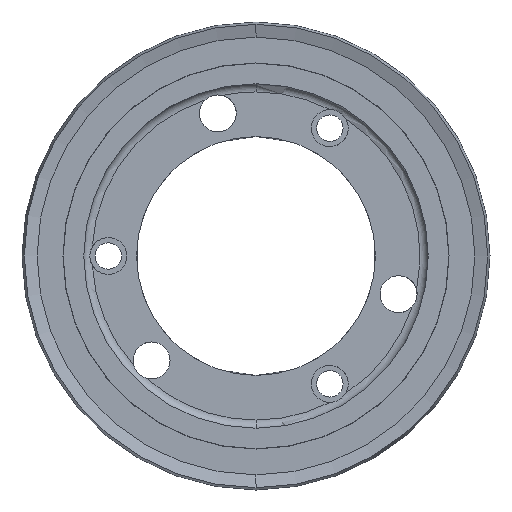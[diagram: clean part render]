
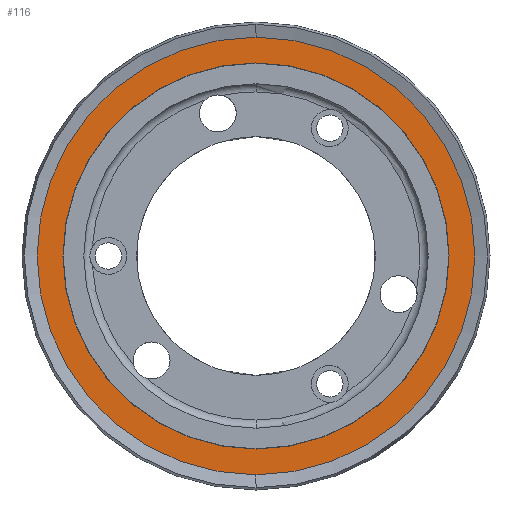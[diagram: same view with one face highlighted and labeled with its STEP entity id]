
A CAD part, left-side view. The second image highlights one B-rep face of the part: STEP entity #116.
In plain terms, the highlighted planar face has unit normal (-1, 0, 0).
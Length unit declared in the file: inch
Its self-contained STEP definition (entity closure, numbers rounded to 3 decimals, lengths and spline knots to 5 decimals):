
#43 = CARTESIAN_POINT ( 'NONE',  ( 0.48344, 1.60453, 2.69737 ) ) ;
#110 = VERTEX_POINT ( 'NONE', #10109 ) ;
#116 = ADVANCED_FACE ( 'NONE', ( #9226, #1521 ), #7659, .T. ) ;
#176 = ORIENTED_EDGE ( 'NONE', *, *, #4750, .T. ) ;
#682 = ORIENTED_EDGE ( 'NONE', *, *, #1358, .F. ) ;
#774 = CIRCLE ( 'NONE', #5274, 1.66733 ) ;
#918 = CIRCLE ( 'NONE', #7084, 1.471 ) ;
#1037 = VERTEX_POINT ( 'NONE', #1163 ) ;
#1163 = CARTESIAN_POINT ( 'NONE',  ( 0.48344, 1.60453, 4.16837 ) ) ;
#1288 = CARTESIAN_POINT ( 'NONE',  ( 0.48344, 1.60453, 2.69737 ) ) ;
#1358 = EDGE_CURVE ( 'NONE', #110, #9318, #774, .T. ) ;
#1521 = FACE_OUTER_BOUND ( 'NONE', #2702, .T. ) ;
#1666 = CARTESIAN_POINT ( 'NONE',  ( 0.48344, 1.60453, 2.69737 ) ) ;
#2200 = DIRECTION ( 'NONE',  ( 0., 0., -1. ) ) ;
#2625 = VERTEX_POINT ( 'NONE', #4821 ) ;
#2702 = EDGE_LOOP ( 'NONE', ( #4260, #682 ) ) ;
#2800 = EDGE_CURVE ( 'NONE', #9318, #110, #5927, .T. ) ;
#3319 = AXIS2_PLACEMENT_3D ( 'NONE', #43, #6785, #9472 ) ;
#3532 = DIRECTION ( 'NONE',  ( -1., 0., 0. ) ) ;
#4260 = ORIENTED_EDGE ( 'NONE', *, *, #2800, .F. ) ;
#4750 = EDGE_CURVE ( 'NONE', #2625, #1037, #9884, .T. ) ;
#4821 = CARTESIAN_POINT ( 'NONE',  ( 0.48344, 1.60453, 1.22637 ) ) ;
#5274 = AXIS2_PLACEMENT_3D ( 'NONE', #6321, #6625, #9232 ) ;
#5927 = CIRCLE ( 'NONE', #3319, 1.66733 ) ;
#6321 = CARTESIAN_POINT ( 'NONE',  ( 0.48344, 1.60453, 2.69737 ) ) ;
#6368 = DIRECTION ( 'NONE',  ( 1., 0., 0. ) ) ;
#6480 = DIRECTION ( 'NONE',  ( 1., 0., 0. ) ) ;
#6625 = DIRECTION ( 'NONE',  ( 1., 0., 0. ) ) ;
#6785 = DIRECTION ( 'NONE',  ( 1., 0., 0. ) ) ;
#6942 = DIRECTION ( 'NONE',  ( 0., 0., 1. ) ) ;
#7075 = EDGE_CURVE ( 'NONE', #1037, #2625, #918, .T. ) ;
#7084 = AXIS2_PLACEMENT_3D ( 'NONE', #1288, #6368, #2200 ) ;
#7513 = DIRECTION ( 'NONE',  ( 0., 0., -1. ) ) ;
#7659 = PLANE ( 'NONE',  #9473 ) ;
#8062 = EDGE_LOOP ( 'NONE', ( #176, #10421 ) ) ;
#8533 = CARTESIAN_POINT ( 'NONE',  ( 0.48344, 3.27186, 2.69737 ) ) ;
#9091 = AXIS2_PLACEMENT_3D ( 'NONE', #1666, #6480, #7513 ) ;
#9226 = FACE_BOUND ( 'NONE', #8062, .T. ) ;
#9232 = DIRECTION ( 'NONE',  ( 0., 0., -1. ) ) ;
#9318 = VERTEX_POINT ( 'NONE', #9865 ) ;
#9472 = DIRECTION ( 'NONE',  ( 0., 0., -1. ) ) ;
#9473 = AXIS2_PLACEMENT_3D ( 'NONE', #8533, #3532, #6942 ) ;
#9865 = CARTESIAN_POINT ( 'NONE',  ( 0.48344, 1.60453, 4.3647 ) ) ;
#9884 = CIRCLE ( 'NONE', #9091, 1.471 ) ;
#10109 = CARTESIAN_POINT ( 'NONE',  ( 0.48344, 1.60453, 1.03004 ) ) ;
#10421 = ORIENTED_EDGE ( 'NONE', *, *, #7075, .T. ) ;
